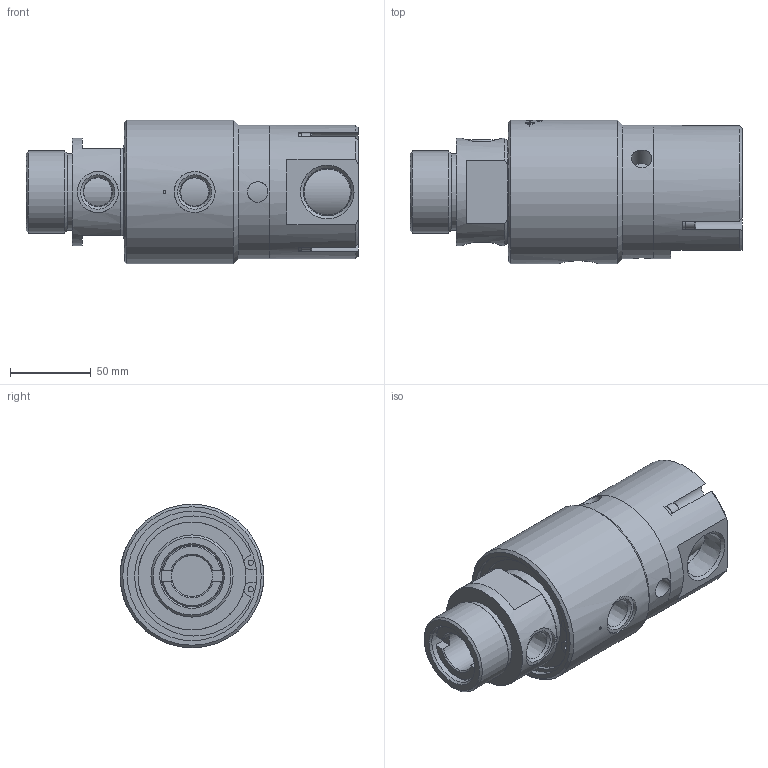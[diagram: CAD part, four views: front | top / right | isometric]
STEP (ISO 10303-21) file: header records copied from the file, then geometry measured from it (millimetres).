
FILE_DESCRIPTION(/* description */ (''),/* implementation_level */ '2;1');
FILE_NAME(/* name */ '981-300-IC.stp',/* time_stamp */ '2020-05-18T14:19:37-05:00',/* author */ ('Moorera'),/* organization */ (''),/* preprocessor_version */ 'ST-DEVELOPER v18.1',/* originating_system */ 'Autodesk Inventor 2020',/* authorisation */ '');
FILE_SCHEMA (('AUTOMOTIVE_DESIGN { 1 0 10303 214 3 1 1 }'));
Length unit declared in the file: millimetre
Products named in the file (1): 981-300-IC
Bounding box: 205.46 x 88.9 x 88.9 mm (x, y, z)
Volume: 890749.2 mm3; surface area: 100944.6 mm2
Topology: 1 solids, 2 shells, 449 faces, 1212 edges, 822 vertices
Faces by surface type: bspline 161, plane 150, cylinder 99, cone 33, torus 6
Full cylindrical faces by diameter (mm): 1.6 x1, 3.175 x2, 6.35 x3, 7 x3, 9.525 x3, 12.7 x3, 17.475 x1, 25.4 x2, 28.575 x1, 33.325 x1, 33.884 x2, 36.525 x1, 38.049 x3, 38.176 x1, 47.625 x1, 50.754 x1, 57.15 x1, 66.675 x1, 80.1 x1, 82.5 x1, 82.6 x1, 85 x1, 88.9 x1
Entity records: 18721 total; most frequent: CARTESIAN_POINT 8037, ORIENTED_EDGE 2418, DIRECTION 1729, EDGE_CURVE 1209, VERTEX_POINT 822, AXIS2_PLACEMENT_3D 643, EDGE_LOOP 517, FACE_OUTER_BOUND 449
